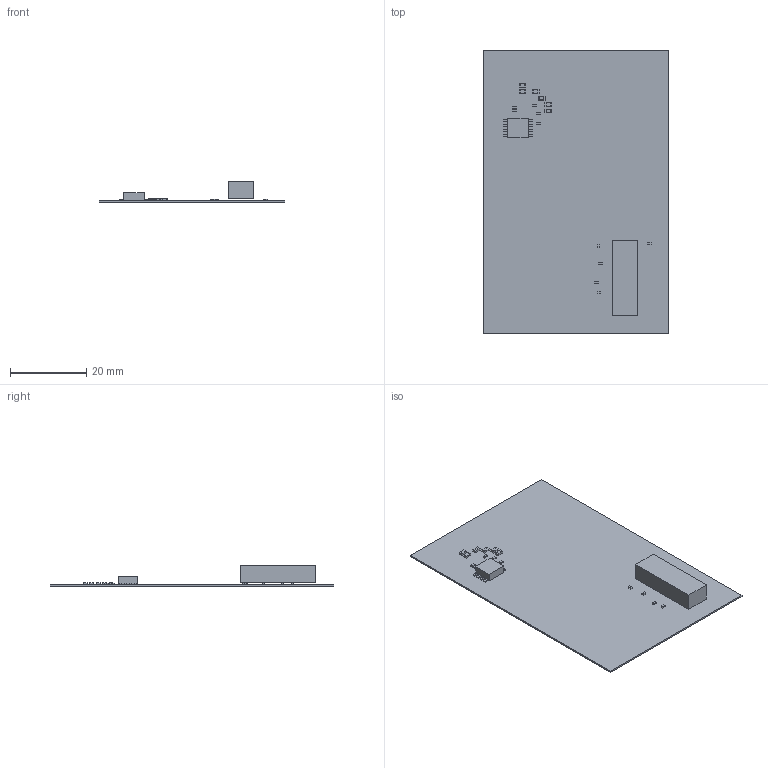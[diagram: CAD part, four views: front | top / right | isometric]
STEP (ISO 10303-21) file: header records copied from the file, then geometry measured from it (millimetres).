
FILE_DESCRIPTION(('Open CASCADE Model'),'2;1');
FILE_NAME('Open CASCADE Shape Model','2018-12-18T11:40:58',('Author'),( 'Open CASCADE'),'Open CASCADE STEP processor 6.8','Open CASCADE 6.8' ,'Unknown');
FILE_SCHEMA(('AUTOMOTIVE_DESIGN { 1 0 10303 214 1 1 1 1 }'));
Length unit declared in the file: millimetre
Products named in the file (38): PCB; Board; U1; 947735224; Extruded; 947735360; R5; 947734408; 947734544; R3; 947734680; 947734816; R2; R1; L1; C10; C9; C8; 947734952; 947735088; C7; C6; C5; C4; C3; C2; C1; R4; U2; 947734272
Assembly tree (86 placements, depth 4):
  PCB
    Board
    U1
      947735224  x8
        Extruded
      947735360
        Extruded
    R5
      947734408
        Extruded
      947734544  x2
        Extruded
    R3
      947734680
        Extruded
      947734816  x2
        Extruded
    R2
      947734680
        Extruded
      947734816  x2
        Extruded
    R1
      947734408
        Extruded
      947734544  x2
        Extruded
    L1
      947734408
        Extruded
      947734544  x2
        Extruded
    C10
      947734680
        Extruded
      947734816  x2
        Extruded
    C9
      947734680
        Extruded
      947734816  x2
        Extruded
    C8
      947734952
        Extruded
      947735088  x2
        Extruded
    C7
      947734680
        Extruded
      947734816  x2
        Extruded
    C6
      947734680
        Extruded
      947734816  x2
        Extruded
    C5
      947734680
        Extruded
Bounding box: 48.77 x 74.42 x 5.49 mm (x, y, z)
Volume: 2155 mm3; surface area: 8058 mm2
Topology: 59 solids, 59 shells, 354 faces, 708 edges, 472 vertices
Faces by surface type: plane 354
Entity records: 4241 total; most frequent: DIRECTION 654, CARTESIAN_POINT 587, LINE 360, VECTOR 360, ORIENTED_EDGE 240, PCURVE 240, DEFINITIONAL_REPRESENTATION 240, AXIS2_PLACEMENT_3D 147
